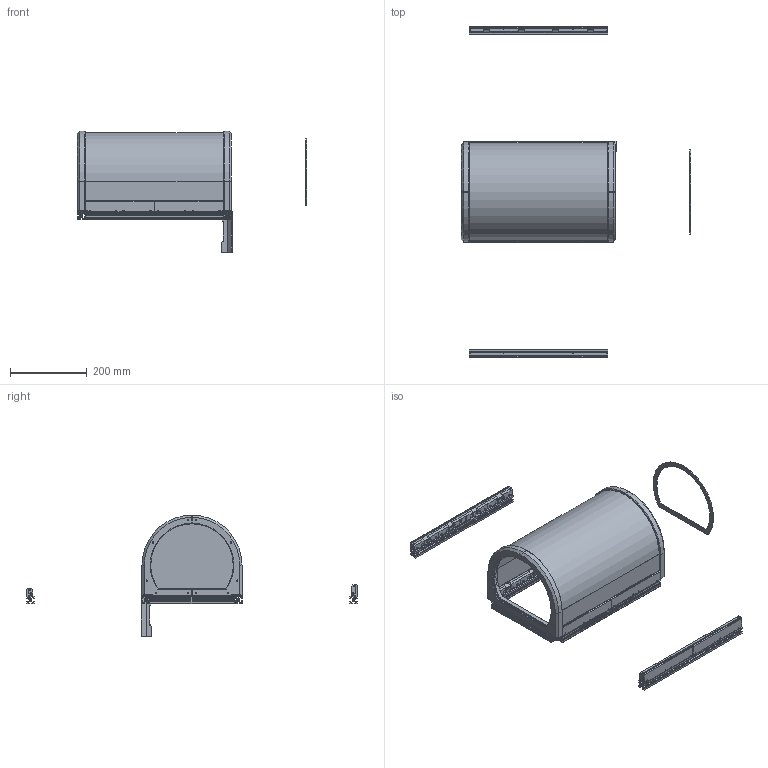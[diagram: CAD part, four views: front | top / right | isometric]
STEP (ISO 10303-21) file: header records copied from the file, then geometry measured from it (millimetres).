
FILE_DESCRIPTION(/* description */ ('','CAx-IF Rec.Pracs.---Representation and Presentation of Product Manufacturing Information (PMI)---4.0---2014-10-13'),/* implementation_level */ '2;1');
FILE_NAME(/* name */ 'BT 3D Printed Top Hat Stock v1_1.step',/* time_stamp */ '2025-01-15T12:10:19Z',/* author */ (''),/* organization */ (''),/* preprocessor_version */ 'ST-DEVELOPER v20',/* originating_system */ 'Autodesk Translation Framework v13.20.0.188',/* authorisation */ '');
FILE_SCHEMA (('AP242_MANAGED_MODEL_BASED_3D_ENGINEERING_MIM_LF { 1 0 10303 442 1 1 4 }'));
Length unit declared in the file: millimetre
Products named in the file (1): BT_Simple
Bounding box: 595.5 x 860 x 316.37 mm (x, y, z)
Volume: 1861912.6 mm3; surface area: 1290099 mm2
Topology: 43 solids, 43 shells, 2614 faces, 6521 edges, 4225 vertices
Faces by surface type: plane 1922, cylinder 616, cone 64, bspline 12
Full cylindrical faces by diameter (mm): 3.4 x162, 4.2 x2, 4.3 x4, 4.65 x1, 4.7 x88, 6 x42, 7 x32
Entity records: 77936 total; most frequent: CARTESIAN_POINT 13831, DIRECTION 13197, ORIENTED_EDGE 13042, EDGE_CURVE 6521, LINE 4875, VECTOR 4875, VERTEX_POINT 4225, AXIS2_PLACEMENT_3D 4161
